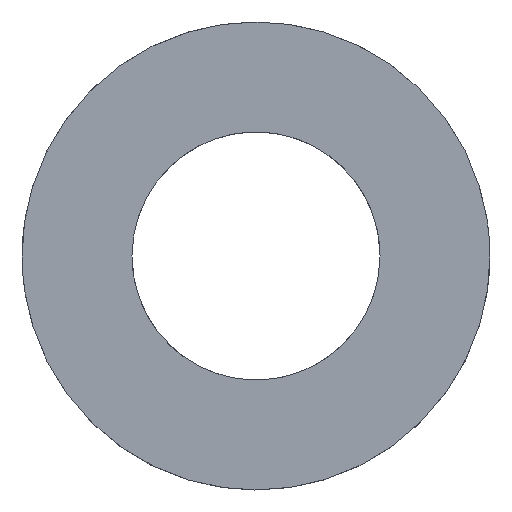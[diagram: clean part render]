
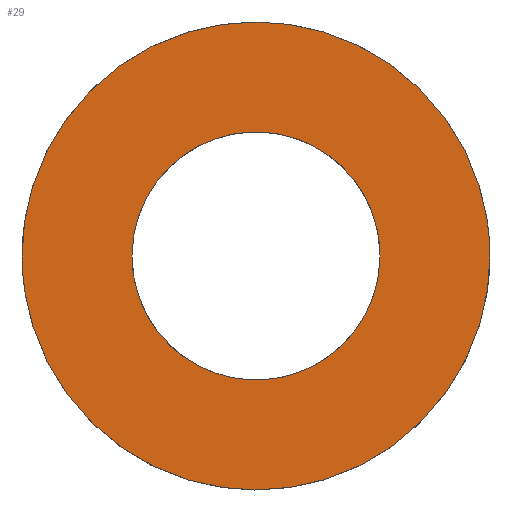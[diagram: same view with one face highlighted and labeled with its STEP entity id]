
A CAD part, top view. The second image highlights one B-rep face of the part: STEP entity #29.
In plain terms, the highlighted planar face has unit normal (0, 0, 1).
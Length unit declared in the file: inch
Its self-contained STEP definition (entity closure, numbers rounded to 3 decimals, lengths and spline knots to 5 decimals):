
#25=FACE_BOUND('',#43,.T.);
#29=ADVANCED_FACE('',(#35,#25),#95,.T.);
#35=FACE_OUTER_BOUND('',#42,.T.);
#42=EDGE_LOOP('',(#58,#59));
#43=EDGE_LOOP('',(#60,#61));
#58=ORIENTED_EDGE('',*,*,#78,.F.);
#59=ORIENTED_EDGE('',*,*,#77,.F.);
#60=ORIENTED_EDGE('',*,*,#72,.T.);
#61=ORIENTED_EDGE('',*,*,#73,.T.);
#72=EDGE_CURVE('',#88,#89,#109,.T.);
#73=EDGE_CURVE('',#89,#88,#110,.T.);
#77=EDGE_CURVE('',#92,#93,#113,.T.);
#78=EDGE_CURVE('',#93,#92,#114,.T.);
#88=VERTEX_POINT('',#213);
#89=VERTEX_POINT('',#214);
#92=VERTEX_POINT('',#217);
#93=VERTEX_POINT('',#218);
#95=PLANE('',#139);
#109=(
BOUNDED_CURVE()
B_SPLINE_CURVE(2,(#229,#230,#231,#232,#233),.UNSPECIFIED.,.F.,.F.)
B_SPLINE_CURVE_WITH_KNOTS((3,2,3),(-8.32522,-4.16261,
0.),.UNSPECIFIED.)
CURVE()
GEOMETRIC_REPRESENTATION_ITEM()
RATIONAL_B_SPLINE_CURVE((1.,0.707,1.,0.707,1.))
REPRESENTATION_ITEM('')
);
#110=(
BOUNDED_CURVE()
B_SPLINE_CURVE(2,(#234,#235,#236,#237,#238),.UNSPECIFIED.,.F.,.F.)
B_SPLINE_CURVE_WITH_KNOTS((3,2,3),(-16.65044,-12.48783,
-8.32522),.UNSPECIFIED.)
CURVE()
GEOMETRIC_REPRESENTATION_ITEM()
RATIONAL_B_SPLINE_CURVE((1.,0.707,1.,0.707,1.))
REPRESENTATION_ITEM('')
);
#113=(
BOUNDED_CURVE()
B_SPLINE_CURVE(2,(#251,#252,#253,#254,#255),.UNSPECIFIED.,.F.,.F.)
B_SPLINE_CURVE_WITH_KNOTS((3,2,3),(-31.41593,-23.56194,
-15.70796),.UNSPECIFIED.)
CURVE()
GEOMETRIC_REPRESENTATION_ITEM()
RATIONAL_B_SPLINE_CURVE((1.,0.707,1.,0.707,1.))
REPRESENTATION_ITEM('')
);
#114=(
BOUNDED_CURVE()
B_SPLINE_CURVE(2,(#256,#257,#258,#259,#260),.UNSPECIFIED.,.F.,.F.)
B_SPLINE_CURVE_WITH_KNOTS((3,2,3),(-15.70796,-7.85398,0.),
 .UNSPECIFIED.)
CURVE()
GEOMETRIC_REPRESENTATION_ITEM()
RATIONAL_B_SPLINE_CURVE((1.,0.707,1.,0.707,1.))
REPRESENTATION_ITEM('')
);
#139=AXIS2_PLACEMENT_3D('',#190,#145,$);
#145=DIRECTION('',(0.,0.,1.));
#190=CARTESIAN_POINT('',(-0.04409,0.45591,0.03543));
#213=CARTESIAN_POINT('',(0.09252,0.69685,0.03543));
#214=CARTESIAN_POINT('',(0.30118,0.69685,0.03543));
#217=CARTESIAN_POINT('',(0.3937,0.69685,0.03543));
#218=CARTESIAN_POINT('',(0.,0.69685,0.03543));
#229=CARTESIAN_POINT('',(0.09252,0.69685,0.03543));
#230=CARTESIAN_POINT('',(0.09252,0.80118,0.03543));
#231=CARTESIAN_POINT('',(0.19685,0.80118,0.03543));
#232=CARTESIAN_POINT('',(0.30118,0.80118,0.03543));
#233=CARTESIAN_POINT('',(0.30118,0.69685,0.03543));
#234=CARTESIAN_POINT('',(0.30118,0.69685,0.03543));
#235=CARTESIAN_POINT('',(0.30118,0.59252,0.03543));
#236=CARTESIAN_POINT('',(0.19685,0.59252,0.03543));
#237=CARTESIAN_POINT('',(0.09252,0.59252,0.03543));
#238=CARTESIAN_POINT('',(0.09252,0.69685,0.03543));
#251=CARTESIAN_POINT('',(0.3937,0.69685,0.03543));
#252=CARTESIAN_POINT('',(0.3937,0.5,0.03543));
#253=CARTESIAN_POINT('',(0.19685,0.5,0.03543));
#254=CARTESIAN_POINT('',(0.,0.5,0.03543));
#255=CARTESIAN_POINT('',(0.,0.69685,0.03543));
#256=CARTESIAN_POINT('',(0.,0.69685,0.03543));
#257=CARTESIAN_POINT('',(0.,0.8937,0.03543));
#258=CARTESIAN_POINT('',(0.19685,0.8937,0.03543));
#259=CARTESIAN_POINT('',(0.3937,0.8937,0.03543));
#260=CARTESIAN_POINT('',(0.3937,0.69685,0.03543));
